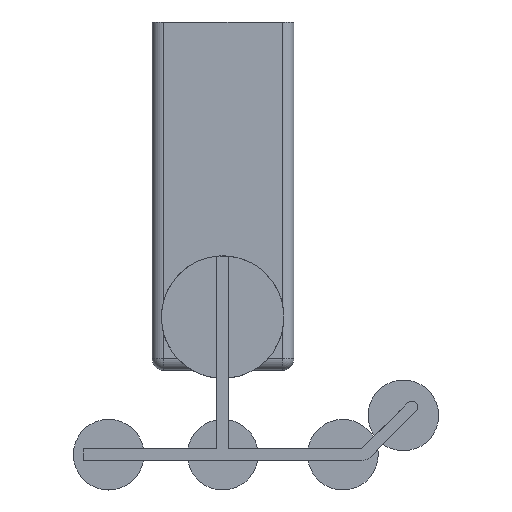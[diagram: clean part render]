
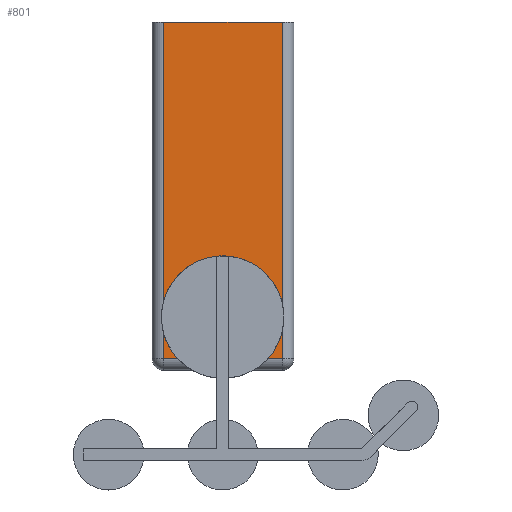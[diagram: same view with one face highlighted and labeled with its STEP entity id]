
A CAD part, left-side view. The second image highlights one B-rep face of the part: STEP entity #801.
In plain terms, the highlighted planar face has unit normal (-1, 0, 0).
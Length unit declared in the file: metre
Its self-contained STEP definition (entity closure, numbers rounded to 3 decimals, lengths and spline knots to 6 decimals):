
#64=LINE('',#1405,#122);
#69=LINE('',#1422,#127);
#70=LINE('',#1424,#128);
#71=LINE('',#1426,#129);
#122=VECTOR('',#1151,1.);
#127=VECTOR('',#1168,1.);
#128=VECTOR('',#1169,1.);
#129=VECTOR('',#1170,1.);
#190=PLANE('',#928);
#344=ORIENTED_EDGE('',*,*,#481,.F.);
#345=ORIENTED_EDGE('',*,*,#473,.T.);
#346=ORIENTED_EDGE('',*,*,#482,.T.);
#347=ORIENTED_EDGE('',*,*,#483,.T.);
#348=ORIENTED_EDGE('',*,*,#484,.T.);
#473=EDGE_CURVE('',#553,#552,#64,.T.);
#481=EDGE_CURVE('',#558,#558,#592,.T.);
#482=EDGE_CURVE('',#552,#559,#69,.F.);
#483=EDGE_CURVE('',#559,#560,#70,.F.);
#484=EDGE_CURVE('',#560,#553,#71,.T.);
#552=VERTEX_POINT('',#1404);
#553=VERTEX_POINT('',#1406);
#558=VERTEX_POINT('',#1421);
#559=VERTEX_POINT('',#1423);
#560=VERTEX_POINT('',#1425);
#592=CIRCLE('',#929,0.0075);
#657=EDGE_LOOP('',(#344));
#658=EDGE_LOOP('',(#345,#346,#347,#348));
#725=FACE_BOUND('',#657,.T.);
#726=FACE_BOUND('',#658,.T.);
#801=ADVANCED_FACE('',(#725,#726),#190,.F.);
#928=AXIS2_PLACEMENT_3D('',#1419,#1164,#1165);
#929=AXIS2_PLACEMENT_3D('',#1420,#1166,#1167);
#1151=DIRECTION('',(0.,1.,0.));
#1164=DIRECTION('',(1.,0.,0.));
#1165=DIRECTION('',(0.,1.,0.));
#1166=DIRECTION('',(-1.,0.,0.));
#1167=DIRECTION('',(0.,0.,1.));
#1168=DIRECTION('',(0.,0.,1.));
#1169=DIRECTION('',(0.,1.,0.));
#1170=DIRECTION('',(0.,0.,1.));
#1404=CARTESIAN_POINT('',(0.,0.02497,0.125267));
#1405=CARTESIAN_POINT('',(0.,-0.000125,0.125267));
#1406=CARTESIAN_POINT('',(0.,-0.025219,0.125267));
#1419=CARTESIAN_POINT('',(0.,-0.000125,0.051372));
#1420=CARTESIAN_POINT('',(0.,0.,0.));
#1421=CARTESIAN_POINT('',(0.,0.,0.0075));
#1422=CARTESIAN_POINT('',(0.,0.02497,0.051372));
#1423=CARTESIAN_POINT('',(0.,0.02497,-0.017523));
#1424=CARTESIAN_POINT('',(0.,-0.000125,-0.017523));
#1425=CARTESIAN_POINT('',(0.,-0.025219,-0.017523));
#1426=CARTESIAN_POINT('',(0.,-0.025219,0.125267));
